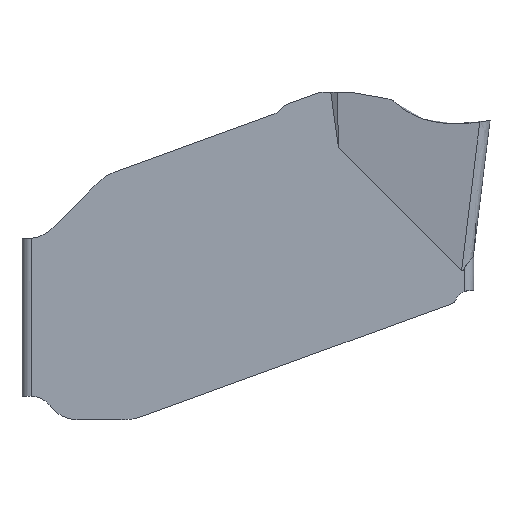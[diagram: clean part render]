
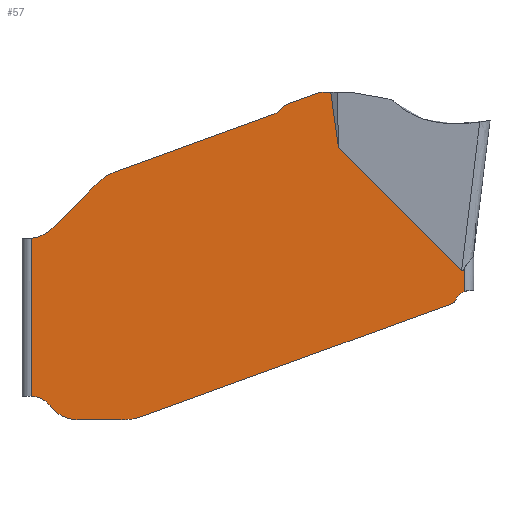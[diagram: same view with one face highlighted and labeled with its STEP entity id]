
A CAD part, left-side view. The second image highlights one B-rep face of the part: STEP entity #57.
In plain terms, the highlighted planar face has unit normal (-1, 0, 0).
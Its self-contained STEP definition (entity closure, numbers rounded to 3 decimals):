
#57=ADVANCED_FACE('',(#119),#99,.F.);
#99=PLANE('',#878);
#119=FACE_OUTER_BOUND('',#161,.T.);
#161=EDGE_LOOP('',(#257,#258,#259,#260,#261,#262,#263,#264,#265,#266,#267,
#268,#269,#270,#271,#272,#273,#274,#275,#276,#277,#278,#279,#280,#281));
#203=B_SPLINE_CURVE_WITH_KNOTS('',5,(#1281,#1282,#1283,#1284,#1285,#1286),
 .UNSPECIFIED.,.F.,.F.,(6,6),(0.,1.),.UNSPECIFIED.);
#204=B_SPLINE_CURVE_WITH_KNOTS('',3,(#1300,#1301,#1302,#1303,#1304,#1305,
#1306,#1307,#1308,#1309,#1310,#1311,#1312,#1313,#1314,#1315,#1316,#1317,
#1318,#1319,#1320,#1321),.UNSPECIFIED.,.F.,.F.,(4,3,3,3,3,3,3,4),(0.,0.081,
0.148,0.216,0.301,0.45,
0.937,1.),.UNSPECIFIED.);
#219=ELLIPSE('',#870,1.32,1.);
#220=ELLIPSE('',#874,1.46,1.);
#231=CIRCLE('',#866,0.2);
#232=CIRCLE('',#867,0.2);
#233=CIRCLE('',#868,0.4);
#234=CIRCLE('',#869,1.);
#235=CIRCLE('',#871,0.8);
#236=CIRCLE('',#872,0.5);
#237=CIRCLE('',#873,0.75);
#238=CIRCLE('',#875,1.);
#239=CIRCLE('',#876,0.1);
#240=CIRCLE('',#877,0.3);
#257=ORIENTED_EDGE('',*,*,#571,.T.);
#258=ORIENTED_EDGE('',*,*,#572,.T.);
#259=ORIENTED_EDGE('',*,*,#573,.T.);
#260=ORIENTED_EDGE('',*,*,#574,.T.);
#261=ORIENTED_EDGE('',*,*,#575,.T.);
#262=ORIENTED_EDGE('',*,*,#576,.T.);
#263=ORIENTED_EDGE('',*,*,#577,.T.);
#264=ORIENTED_EDGE('',*,*,#578,.T.);
#265=ORIENTED_EDGE('',*,*,#579,.T.);
#266=ORIENTED_EDGE('',*,*,#580,.T.);
#267=ORIENTED_EDGE('',*,*,#581,.T.);
#268=ORIENTED_EDGE('',*,*,#582,.T.);
#269=ORIENTED_EDGE('',*,*,#583,.F.);
#270=ORIENTED_EDGE('',*,*,#584,.F.);
#271=ORIENTED_EDGE('',*,*,#585,.F.);
#272=ORIENTED_EDGE('',*,*,#586,.F.);
#273=ORIENTED_EDGE('',*,*,#587,.F.);
#274=ORIENTED_EDGE('',*,*,#588,.F.);
#275=ORIENTED_EDGE('',*,*,#589,.F.);
#276=ORIENTED_EDGE('',*,*,#590,.F.);
#277=ORIENTED_EDGE('',*,*,#591,.F.);
#278=ORIENTED_EDGE('',*,*,#592,.F.);
#279=ORIENTED_EDGE('',*,*,#593,.T.);
#280=ORIENTED_EDGE('',*,*,#594,.F.);
#281=ORIENTED_EDGE('',*,*,#595,.F.);
#493=VERTEX_POINT('',#1249);
#494=VERTEX_POINT('',#1250);
#495=VERTEX_POINT('',#1252);
#496=VERTEX_POINT('',#1254);
#497=VERTEX_POINT('',#1256);
#498=VERTEX_POINT('',#1258);
#499=VERTEX_POINT('',#1260);
#500=VERTEX_POINT('',#1262);
#501=VERTEX_POINT('',#1264);
#502=VERTEX_POINT('',#1266);
#503=VERTEX_POINT('',#1268);
#504=VERTEX_POINT('',#1270);
#505=VERTEX_POINT('',#1272);
#506=VERTEX_POINT('',#1274);
#507=VERTEX_POINT('',#1276);
#508=VERTEX_POINT('',#1278);
#509=VERTEX_POINT('',#1280);
#510=VERTEX_POINT('',#1287);
#511=VERTEX_POINT('',#1289);
#512=VERTEX_POINT('',#1291);
#513=VERTEX_POINT('',#1293);
#514=VERTEX_POINT('',#1295);
#515=VERTEX_POINT('',#1297);
#516=VERTEX_POINT('',#1299);
#517=VERTEX_POINT('',#1322);
#571=EDGE_CURVE('',#493,#494,#689,.T.);
#572=EDGE_CURVE('',#494,#495,#690,.T.);
#573=EDGE_CURVE('',#495,#496,#231,.T.);
#574=EDGE_CURVE('',#496,#497,#691,.T.);
#575=EDGE_CURVE('',#497,#498,#232,.T.);
#576=EDGE_CURVE('',#498,#499,#233,.T.);
#577=EDGE_CURVE('',#499,#500,#692,.T.);
#578=EDGE_CURVE('',#500,#501,#234,.T.);
#579=EDGE_CURVE('',#501,#502,#219,.T.);
#580=EDGE_CURVE('',#502,#503,#693,.T.);
#581=EDGE_CURVE('',#503,#504,#235,.T.);
#582=EDGE_CURVE('',#504,#505,#694,.T.);
#583=EDGE_CURVE('',#506,#505,#236,.T.);
#584=EDGE_CURVE('',#507,#506,#237,.T.);
#585=EDGE_CURVE('',#508,#507,#695,.T.);
#586=EDGE_CURVE('',#509,#508,#220,.T.);
#587=EDGE_CURVE('',#510,#509,#203,.T.);
#588=EDGE_CURVE('',#511,#510,#238,.T.);
#589=EDGE_CURVE('',#512,#511,#696,.T.);
#590=EDGE_CURVE('',#513,#512,#239,.T.);
#591=EDGE_CURVE('',#514,#513,#697,.T.);
#592=EDGE_CURVE('',#515,#514,#240,.T.);
#593=EDGE_CURVE('',#515,#516,#698,.T.);
#594=EDGE_CURVE('',#517,#516,#204,.T.);
#595=EDGE_CURVE('',#493,#517,#699,.T.);
#689=LINE('',#1248,#755);
#690=LINE('',#1251,#756);
#691=LINE('',#1255,#757);
#692=LINE('',#1261,#758);
#693=LINE('',#1267,#759);
#694=LINE('',#1271,#760);
#695=LINE('',#1277,#761);
#696=LINE('',#1290,#762);
#697=LINE('',#1294,#763);
#698=LINE('',#1298,#764);
#699=LINE('',#1323,#765);
#755=VECTOR('',#948,1.);
#756=VECTOR('',#949,1.);
#757=VECTOR('',#952,1.);
#758=VECTOR('',#957,1.);
#759=VECTOR('',#962,1.);
#760=VECTOR('',#965,1.);
#761=VECTOR('',#970,1.);
#762=VECTOR('',#975,1.);
#763=VECTOR('',#978,1.);
#764=VECTOR('',#981,1.);
#765=VECTOR('',#982,1.);
#866=AXIS2_PLACEMENT_3D('',#1253,#950,#951);
#867=AXIS2_PLACEMENT_3D('',#1257,#953,#954);
#868=AXIS2_PLACEMENT_3D('',#1259,#955,#956);
#869=AXIS2_PLACEMENT_3D('',#1263,#958,#959);
#870=AXIS2_PLACEMENT_3D('',#1265,#960,#961);
#871=AXIS2_PLACEMENT_3D('',#1269,#963,#964);
#872=AXIS2_PLACEMENT_3D('',#1273,#966,#967);
#873=AXIS2_PLACEMENT_3D('',#1275,#968,#969);
#874=AXIS2_PLACEMENT_3D('',#1279,#971,#972);
#875=AXIS2_PLACEMENT_3D('',#1288,#973,#974);
#876=AXIS2_PLACEMENT_3D('',#1292,#976,#977);
#877=AXIS2_PLACEMENT_3D('',#1296,#979,#980);
#878=AXIS2_PLACEMENT_3D('',#1324,#983,#984);
#948=DIRECTION('',(0.,0.139,0.99));
#949=DIRECTION('',(0.,1.,0.));
#950=DIRECTION('',(-1.,0.,0.));
#951=DIRECTION('',(0.,0.,-1.));
#952=DIRECTION('',(0.,0.94,-0.342));
#953=DIRECTION('',(-1.,0.,0.));
#954=DIRECTION('',(0.,0.,-1.));
#955=DIRECTION('',(1.,0.,0.));
#956=DIRECTION('',(0.,0.,-1.));
#957=DIRECTION('',(0.,0.94,-0.342));
#958=DIRECTION('',(-1.,0.,0.));
#959=DIRECTION('',(0.,0.,-1.));
#960=DIRECTION('',(-1.,0.,0.));
#961=DIRECTION('',(0.,0.707,-0.707));
#962=DIRECTION('',(0.,0.707,-0.707));
#963=DIRECTION('',(1.,0.,0.));
#964=DIRECTION('',(0.,0.,-1.));
#965=DIRECTION('',(0.,0.,-1.));
#966=DIRECTION('',(-1.,0.,0.));
#967=DIRECTION('',(0.,0.,-1.));
#968=DIRECTION('',(1.,0.,0.));
#969=DIRECTION('',(0.,0.,-1.));
#970=DIRECTION('',(0.,1.,0.));
#971=DIRECTION('',(1.,0.,0.));
#972=DIRECTION('',(0.,-1.,0.));
#973=DIRECTION('',(1.,0.,0.));
#974=DIRECTION('',(0.,0.,-1.));
#975=DIRECTION('',(0.,0.94,-0.342));
#976=DIRECTION('',(1.,0.,0.));
#977=DIRECTION('',(0.,0.,-1.));
#978=DIRECTION('',(0.,0.5,-0.866));
#979=DIRECTION('',(-1.,0.,0.));
#980=DIRECTION('',(0.,0.,-1.));
#981=DIRECTION('',(0.,0.,1.));
#982=DIRECTION('',(0.,-0.708,-0.706));
#983=DIRECTION('',(1.,0.,0.));
#984=DIRECTION('',(0.,0.,-1.));
#1248=CARTESIAN_POINT('',(-1.25,-1.649,0.231));
#1249=CARTESIAN_POINT('',(-1.25,-1.762,-0.579));
#1250=CARTESIAN_POINT('',(-1.25,-1.597,0.6));
#1251=CARTESIAN_POINT('',(-1.25,0.,0.6));
#1252=CARTESIAN_POINT('',(-1.25,-1.409,0.6));
#1253=CARTESIAN_POINT('',(-1.25,-1.409,0.4));
#1254=CARTESIAN_POINT('',(-1.25,-1.341,0.588));
#1255=CARTESIAN_POINT('',(-1.25,0.032,0.088));
#1256=CARTESIAN_POINT('',(-1.25,-0.654,0.338));
#1257=CARTESIAN_POINT('',(-1.25,-0.722,0.15));
#1258=CARTESIAN_POINT('',(-1.25,-0.561,0.269));
#1259=CARTESIAN_POINT('',(-1.25,-0.24,0.506));
#1260=CARTESIAN_POINT('',(-1.25,-0.376,0.131));
#1261=CARTESIAN_POINT('',(-1.25,-0.002,-0.006));
#1262=CARTESIAN_POINT('',(-1.25,3.007,-1.101));
#1263=CARTESIAN_POINT('',(-1.25,2.665,-2.041));
#1264=CARTESIAN_POINT('',(-1.25,3.212,-1.203));
#1265=CARTESIAN_POINT('',(-1.25,2.711,-2.087));
#1266=CARTESIAN_POINT('',(-1.25,3.419,-1.38));
#1267=CARTESIAN_POINT('',(-1.25,1.019,1.019));
#1268=CARTESIAN_POINT('',(-1.25,4.334,-2.296));
#1269=CARTESIAN_POINT('',(-1.25,4.9,-1.73));
#1270=CARTESIAN_POINT('',(-1.25,4.8,-2.524));
#1271=CARTESIAN_POINT('',(-1.25,4.8,-7.9));
#1272=CARTESIAN_POINT('',(-1.25,4.8,-5.9));
#1273=CARTESIAN_POINT('',(-1.25,4.8,-6.4));
#1274=CARTESIAN_POINT('',(-1.25,4.4,-6.1));
#1275=CARTESIAN_POINT('',(-1.25,3.8,-5.65));
#1276=CARTESIAN_POINT('',(-1.25,3.8,-6.4));
#1277=CARTESIAN_POINT('',(-1.25,0.,-6.4));
#1278=CARTESIAN_POINT('',(-1.25,2.888,-6.4));
#1279=CARTESIAN_POINT('',(-1.25,2.888,-5.4));
#1280=CARTESIAN_POINT('',(-1.25,2.655,-6.387));
#1281=CARTESIAN_POINT('',(-1.25,2.6,-6.378));
#1282=CARTESIAN_POINT('',(-1.25,2.611,-6.381));
#1283=CARTESIAN_POINT('',(-1.25,2.622,-6.383));
#1284=CARTESIAN_POINT('',(-1.25,2.633,-6.384));
#1285=CARTESIAN_POINT('',(-1.25,2.644,-6.386));
#1286=CARTESIAN_POINT('',(-1.25,2.655,-6.387));
#1287=CARTESIAN_POINT('',(-1.25,2.6,-6.378));
#1288=CARTESIAN_POINT('',(-1.25,2.807,-5.4));
#1289=CARTESIAN_POINT('',(-1.25,2.465,-6.34));
#1290=CARTESIAN_POINT('',(-1.25,-1.749,-4.806));
#1291=CARTESIAN_POINT('',(-1.25,-4.192,-3.917));
#1292=CARTESIAN_POINT('',(-1.25,-4.158,-3.823));
#1293=CARTESIAN_POINT('',(-1.25,-4.245,-3.873));
#1294=CARTESIAN_POINT('',(-1.25,-4.86,-2.806));
#1295=CARTESIAN_POINT('',(-1.25,-4.29,-3.794));
#1296=CARTESIAN_POINT('',(-1.25,-4.55,-3.944));
#1297=CARTESIAN_POINT('',(-1.25,-4.45,-3.661));
#1298=CARTESIAN_POINT('',(-1.25,-4.45,-2.409));
#1299=CARTESIAN_POINT('',(-1.25,-4.45,-3.163));
#1300=CARTESIAN_POINT('',(-1.25,-4.393,-3.204));
#1301=CARTESIAN_POINT('',(-1.25,-4.394,-3.205));
#1302=CARTESIAN_POINT('',(-1.25,-4.396,-3.206));
#1303=CARTESIAN_POINT('',(-1.25,-4.398,-3.208));
#1304=CARTESIAN_POINT('',(-1.25,-4.4,-3.208));
#1305=CARTESIAN_POINT('',(-1.25,-4.401,-3.209));
#1306=CARTESIAN_POINT('',(-1.25,-4.403,-3.209));
#1307=CARTESIAN_POINT('',(-1.25,-4.405,-3.21));
#1308=CARTESIAN_POINT('',(-1.25,-4.407,-3.21));
#1309=CARTESIAN_POINT('',(-1.25,-4.409,-3.209));
#1310=CARTESIAN_POINT('',(-1.25,-4.411,-3.209));
#1311=CARTESIAN_POINT('',(-1.25,-4.413,-3.208));
#1312=CARTESIAN_POINT('',(-1.25,-4.415,-3.207));
#1313=CARTESIAN_POINT('',(-1.25,-4.419,-3.205));
#1314=CARTESIAN_POINT('',(-1.25,-4.422,-3.202));
#1315=CARTESIAN_POINT('',(-1.25,-4.425,-3.2));
#1316=CARTESIAN_POINT('',(-1.25,-4.434,-3.19));
#1317=CARTESIAN_POINT('',(-1.25,-4.441,-3.179));
#1318=CARTESIAN_POINT('',(-1.25,-4.448,-3.167));
#1319=CARTESIAN_POINT('',(-1.25,-4.448,-3.166));
#1320=CARTESIAN_POINT('',(-1.25,-4.449,-3.164));
#1321=CARTESIAN_POINT('',(-1.25,-4.45,-3.163));
#1322=CARTESIAN_POINT('',(-1.25,-4.393,-3.204));
#1323=CARTESIAN_POINT('',(-1.25,-4.084,-2.896));
#1324=CARTESIAN_POINT('',(-1.25,0.,0.));
